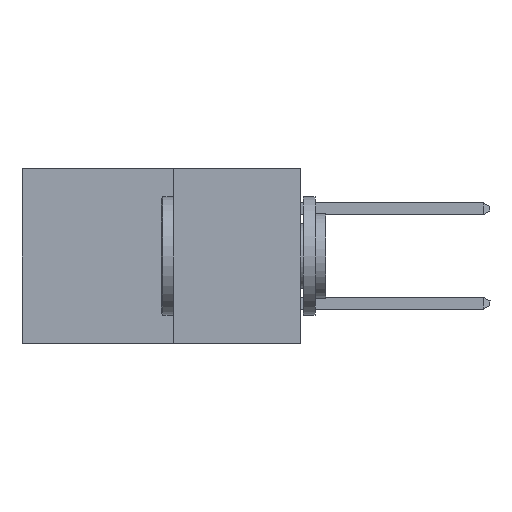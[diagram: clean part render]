
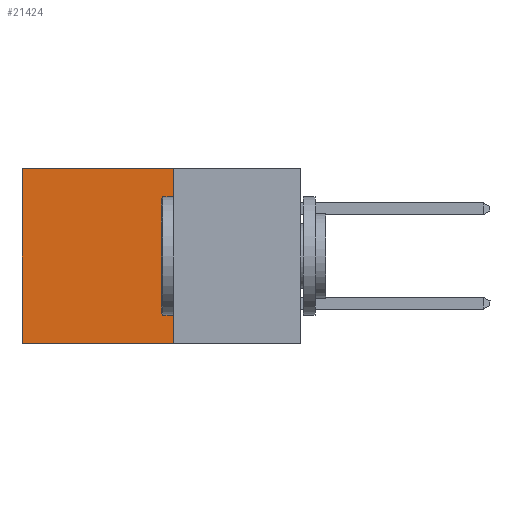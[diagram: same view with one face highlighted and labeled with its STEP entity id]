
A CAD part, left-side view. The second image highlights one B-rep face of the part: STEP entity #21424.
In plain terms, the highlighted planar face has unit normal (-1, 0, 0).
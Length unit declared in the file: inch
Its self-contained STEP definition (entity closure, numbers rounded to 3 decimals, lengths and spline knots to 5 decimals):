
#79 = VERTEX_POINT ( 'NONE', #24150 ) ;
#139 = CARTESIAN_POINT ( 'NONE',  ( 0.277, 0.27, -0.37 ) ) ;
#1821 = CARTESIAN_POINT ( 'NONE',  ( 0.277, 0.59, -0.37 ) ) ;
#2289 = VECTOR ( 'NONE', #25361, 39.37008 ) ;
#2472 = EDGE_CURVE ( 'NONE', #27100, #16606, #8786, .T. ) ;
#4342 = EDGE_LOOP ( 'NONE', ( #21649, #26762, #28246, #9202 ) ) ;
#6835 = VECTOR ( 'NONE', #14621, 39.37008 ) ;
#7709 = DIRECTION ( 'NONE',  ( 0., 0., -1. ) ) ;
#8451 = AXIS2_PLACEMENT_3D ( 'NONE', #10587, #27184, #12977 ) ;
#8786 = LINE ( 'NONE', #139, #2289 ) ;
#8955 = EDGE_CURVE ( 'NONE', #24720, #79, #25495, .T. ) ;
#9202 = ORIENTED_EDGE ( 'NONE', *, *, #8955, .T. ) ;
#10587 = CARTESIAN_POINT ( 'NONE',  ( 0.277, 0.27, -0.37 ) ) ;
#12528 = LINE ( 'NONE', #21582, #6835 ) ;
#12977 = DIRECTION ( 'NONE',  ( 0., 0., -1. ) ) ;
#14006 = EDGE_CURVE ( 'NONE', #24720, #27100, #12528, .T. ) ;
#14207 = VECTOR ( 'NONE', #7709, 39.37008 ) ;
#14621 = DIRECTION ( 'NONE',  ( 0., 0., -1. ) ) ;
#14960 = LINE ( 'NONE', #19700, #14207 ) ;
#16606 = VERTEX_POINT ( 'NONE', #1821 ) ;
#17177 = DIRECTION ( 'NONE',  ( 0., 1., 0. ) ) ;
#19439 = CARTESIAN_POINT ( 'NONE',  ( 0.277, 0.27, 0. ) ) ;
#19700 = CARTESIAN_POINT ( 'NONE',  ( 0.277, 0.59, -0.37 ) ) ;
#20746 = EDGE_CURVE ( 'NONE', #79, #16606, #14960, .T. ) ;
#20842 = FACE_OUTER_BOUND ( 'NONE', #4342, .T. ) ;
#21424 = ADVANCED_FACE ( 'NONE', ( #20842 ), #24837, .F. ) ;
#21582 = CARTESIAN_POINT ( 'NONE',  ( 0.277, 0.27, -0.37 ) ) ;
#21649 = ORIENTED_EDGE ( 'NONE', *, *, #20746, .T. ) ;
#21946 = CARTESIAN_POINT ( 'NONE',  ( 0.277, 0.27, 0. ) ) ;
#24150 = CARTESIAN_POINT ( 'NONE',  ( 0.277, 0.59, 0. ) ) ;
#24720 = VERTEX_POINT ( 'NONE', #19439 ) ;
#24749 = VECTOR ( 'NONE', #17177, 39.37008 ) ;
#24837 = PLANE ( 'NONE',  #8451 ) ;
#25361 = DIRECTION ( 'NONE',  ( 0., 1., 0. ) ) ;
#25495 = LINE ( 'NONE', #21946, #24749 ) ;
#26762 = ORIENTED_EDGE ( 'NONE', *, *, #2472, .F. ) ;
#27100 = VERTEX_POINT ( 'NONE', #27885 ) ;
#27184 = DIRECTION ( 'NONE',  ( 1., 0., 0. ) ) ;
#27885 = CARTESIAN_POINT ( 'NONE',  ( 0.277, 0.27, -0.37 ) ) ;
#28246 = ORIENTED_EDGE ( 'NONE', *, *, #14006, .F. ) ;
